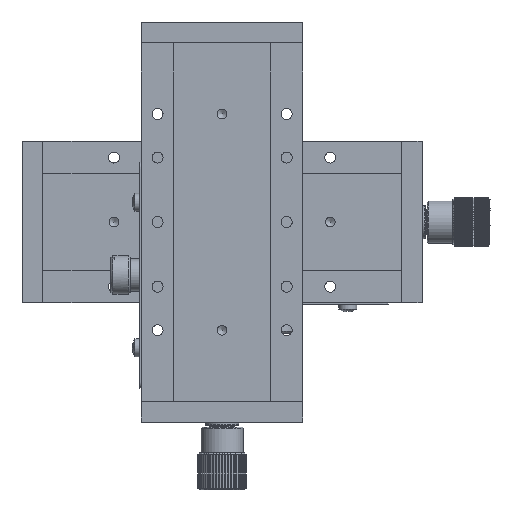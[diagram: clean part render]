
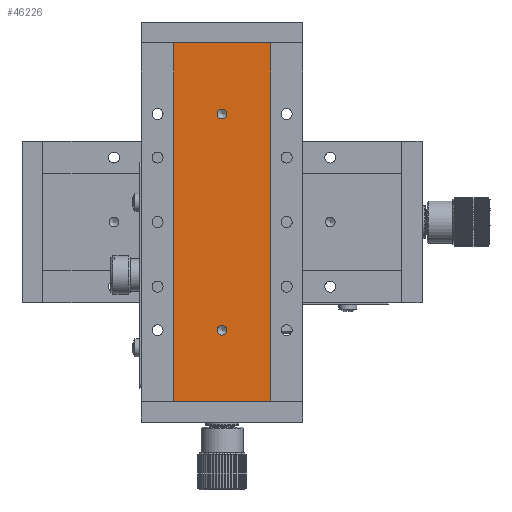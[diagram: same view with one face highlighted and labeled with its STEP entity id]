
A CAD part, front view. The second image highlights one B-rep face of the part: STEP entity #46226.
In plain terms, the highlighted planar face has unit normal (0, -1, 0).
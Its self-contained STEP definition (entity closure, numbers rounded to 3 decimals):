
#1511 = CIRCLE ( 'NONE', #36179, 1.5 ) ;
#1945 = VECTOR ( 'NONE', #43719, 1000. ) ;
#5273 = CARTESIAN_POINT ( 'NONE',  ( 48.771, 58.036, 67.768 ) ) ;
#6224 = VERTEX_POINT ( 'NONE', #8590 ) ;
#6859 = CARTESIAN_POINT ( 'NONE',  ( 33.771, 58.036, -21.232 ) ) ;
#7747 = ORIENTED_EDGE ( 'NONE', *, *, #38314, .T. ) ;
#8020 = DIRECTION ( 'NONE',  ( 0., 1., 0. ) ) ;
#8590 = CARTESIAN_POINT ( 'NONE',  ( 33.771, 58.036, -21.232 ) ) ;
#9278 = ORIENTED_EDGE ( 'NONE', *, *, #44252, .T. ) ;
#10443 = EDGE_CURVE ( 'NONE', #42634, #16969, #58738, .T. ) ;
#10481 = CARTESIAN_POINT ( 'NONE',  ( 48.771, 58.036, -0.732 ) ) ;
#11647 = EDGE_LOOP ( 'NONE', ( #18453 ) ) ;
#11735 = CARTESIAN_POINT ( 'NONE',  ( 33.771, 58.036, 89.768 ) ) ;
#12370 = FACE_BOUND ( 'NONE', #11647, .T. ) ;
#12382 = CARTESIAN_POINT ( 'NONE',  ( 63.771, 58.036, 89.768 ) ) ;
#12988 = DIRECTION ( 'NONE',  ( -1., 0., 0. ) ) ;
#13590 = PLANE ( 'NONE',  #34063 ) ;
#14312 = EDGE_LOOP ( 'NONE', ( #51898, #7747, #35733, #9278 ) ) ;
#14333 = DIRECTION ( 'NONE',  ( -1., 0., 0. ) ) ;
#15284 = CARTESIAN_POINT ( 'NONE',  ( 63.771, 58.036, -21.232 ) ) ;
#15436 = VERTEX_POINT ( 'NONE', #10481 ) ;
#16277 = DIRECTION ( 'NONE',  ( 0., 0., -1. ) ) ;
#16969 = VERTEX_POINT ( 'NONE', #15284 ) ;
#17303 = FACE_OUTER_BOUND ( 'NONE', #14312, .T. ) ;
#18453 = ORIENTED_EDGE ( 'NONE', *, *, #48743, .F. ) ;
#22105 = VERTEX_POINT ( 'NONE', #50942 ) ;
#23376 = CIRCLE ( 'NONE', #35291, 1.5 ) ;
#29627 = CARTESIAN_POINT ( 'NONE',  ( 63.771, 58.036, -21.232 ) ) ;
#31272 = FACE_BOUND ( 'NONE', #42257, .T. ) ;
#34063 = AXIS2_PLACEMENT_3D ( 'NONE', #36241, #8020, #12988 ) ;
#34269 = VECTOR ( 'NONE', #35078, 1000. ) ;
#34755 = EDGE_CURVE ( 'NONE', #22105, #22105, #23376, .T. ) ;
#35078 = DIRECTION ( 'NONE',  ( 0., 0., 1. ) ) ;
#35291 = AXIS2_PLACEMENT_3D ( 'NONE', #5273, #51807, #57653 ) ;
#35690 = DIRECTION ( 'NONE',  ( 0., -1., 0. ) ) ;
#35733 = ORIENTED_EDGE ( 'NONE', *, *, #10443, .F. ) ;
#36179 = AXIS2_PLACEMENT_3D ( 'NONE', #54292, #35690, #45300 ) ;
#36241 = CARTESIAN_POINT ( 'NONE',  ( 33.771, 58.036, -21.232 ) ) ;
#37034 = VECTOR ( 'NONE', #14333, 1000. ) ;
#38314 = EDGE_CURVE ( 'NONE', #6224, #16969, #38760, .T. ) ;
#38760 = LINE ( 'NONE', #39371, #1945 ) ;
#39371 = CARTESIAN_POINT ( 'NONE',  ( 23.771, 58.036, -21.232 ) ) ;
#41962 = LINE ( 'NONE', #60854, #37034 ) ;
#42257 = EDGE_LOOP ( 'NONE', ( #52065 ) ) ;
#42634 = VERTEX_POINT ( 'NONE', #12382 ) ;
#43719 = DIRECTION ( 'NONE',  ( 1., 0., 0. ) ) ;
#44252 = EDGE_CURVE ( 'NONE', #42634, #44532, #41962, .T. ) ;
#44532 = VERTEX_POINT ( 'NONE', #11735 ) ;
#45300 = DIRECTION ( 'NONE',  ( 0., 0., -1. ) ) ;
#46226 = ADVANCED_FACE ( 'NONE', ( #17303, #12370, #31272 ), #13590, .F. ) ;
#48743 = EDGE_CURVE ( 'NONE', #15436, #15436, #1511, .T. ) ;
#48829 = EDGE_CURVE ( 'NONE', #6224, #44532, #58620, .T. ) ;
#49180 = VECTOR ( 'NONE', #16277, 1000. ) ;
#50942 = CARTESIAN_POINT ( 'NONE',  ( 48.771, 58.036, 66.268 ) ) ;
#51807 = DIRECTION ( 'NONE',  ( 0., -1., 0. ) ) ;
#51898 = ORIENTED_EDGE ( 'NONE', *, *, #48829, .F. ) ;
#52065 = ORIENTED_EDGE ( 'NONE', *, *, #34755, .F. ) ;
#54292 = CARTESIAN_POINT ( 'NONE',  ( 48.771, 58.036, 0.768 ) ) ;
#57653 = DIRECTION ( 'NONE',  ( 0., 0., -1. ) ) ;
#58620 = LINE ( 'NONE', #6859, #34269 ) ;
#58738 = LINE ( 'NONE', #29627, #49180 ) ;
#60854 = CARTESIAN_POINT ( 'NONE',  ( 23.771, 58.036, 89.768 ) ) ;
